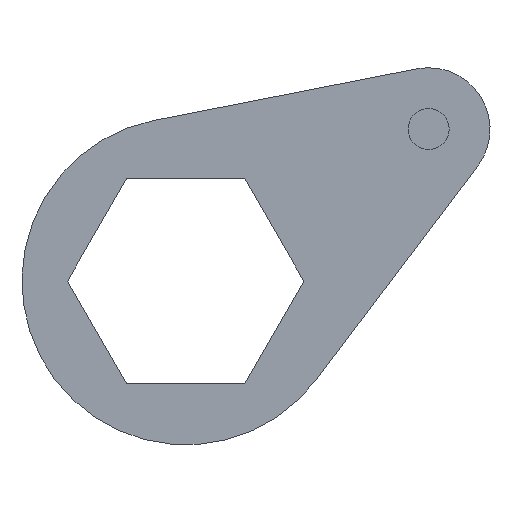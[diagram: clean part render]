
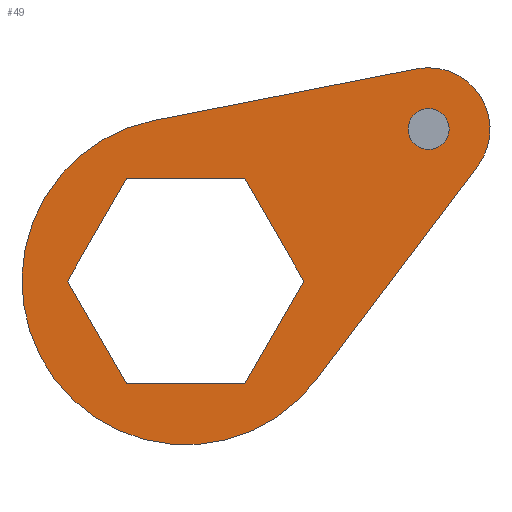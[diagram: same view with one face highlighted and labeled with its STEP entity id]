
A CAD part, left-side view. The second image highlights one B-rep face of the part: STEP entity #49.
In plain terms, the highlighted planar face has unit normal (-1, 0, 0).
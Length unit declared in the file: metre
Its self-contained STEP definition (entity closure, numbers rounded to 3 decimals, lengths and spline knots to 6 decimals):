
#49 = ADVANCED_FACE( '', ( #104, #105, #106 ), #107, .F. );
#104 = FACE_BOUND( '', #169, .T. );
#105 = FACE_BOUND( '', #170, .T. );
#106 = FACE_OUTER_BOUND( '', #171, .T. );
#107 = PLANE( '', #172 );
#169 = EDGE_LOOP( '', ( #279 ) );
#170 = EDGE_LOOP( '', ( #280, #281, #282, #283, #284, #285 ) );
#171 = EDGE_LOOP( '', ( #286, #287, #288, #289 ) );
#172 = AXIS2_PLACEMENT_3D( '', #290, #291, #292 );
#279 = ORIENTED_EDGE( '', *, *, #402, .T. );
#280 = ORIENTED_EDGE( '', *, *, #403, .T. );
#281 = ORIENTED_EDGE( '', *, *, #404, .T. );
#282 = ORIENTED_EDGE( '', *, *, #405, .T. );
#283 = ORIENTED_EDGE( '', *, *, #385, .T. );
#284 = ORIENTED_EDGE( '', *, *, #406, .T. );
#285 = ORIENTED_EDGE( '', *, *, #397, .T. );
#286 = ORIENTED_EDGE( '', *, *, #390, .F. );
#287 = ORIENTED_EDGE( '', *, *, #407, .T. );
#288 = ORIENTED_EDGE( '', *, *, #408, .F. );
#289 = ORIENTED_EDGE( '', *, *, #409, .F. );
#290 = CARTESIAN_POINT( '', ( 0.0635, 2.864481, 1.496844 ) );
#291 = DIRECTION( '', ( 1., 0., 0. ) );
#292 = DIRECTION( '', ( 0., 1., 0. ) );
#385 = EDGE_CURVE( '', #437, #438, #439, .T. );
#390 = EDGE_CURVE( '', #446, #447, #448, .T. );
#397 = EDGE_CURVE( '', #458, #459, #460, .T. );
#402 = EDGE_CURVE( '', #467, #467, #468, .T. );
#403 = EDGE_CURVE( '', #459, #469, #470, .T. );
#404 = EDGE_CURVE( '', #469, #471, #472, .T. );
#405 = EDGE_CURVE( '', #471, #437, #473, .T. );
#406 = EDGE_CURVE( '', #438, #458, #474, .T. );
#407 = EDGE_CURVE( '', #446, #475, #476, .T. );
#408 = EDGE_CURVE( '', #477, #475, #478, .T. );
#409 = EDGE_CURVE( '', #447, #477, #479, .T. );
#437 = VERTEX_POINT( '', #514 );
#438 = VERTEX_POINT( '', #515 );
#439 = LINE( '', #516, #517 );
#446 = VERTEX_POINT( '', #527 );
#447 = VERTEX_POINT( '', #528 );
#448 = CIRCLE( '', #529, 0.009525 );
#458 = VERTEX_POINT( '', #541 );
#459 = VERTEX_POINT( '', #542 );
#460 = LINE( '', #543, #544 );
#467 = VERTEX_POINT( '', #554 );
#468 = CIRCLE( '', #555, 0.003175 );
#469 = VERTEX_POINT( '', #556 );
#470 = LINE( '', #557, #558 );
#471 = VERTEX_POINT( '', #559 );
#472 = LINE( '', #560, #561 );
#473 = LINE( '', #562, #563 );
#474 = LINE( '', #564, #565 );
#475 = VERTEX_POINT( '', #566 );
#476 = LINE( '', #567, #568 );
#477 = VERTEX_POINT( '', #569 );
#478 = CIRCLE( '', #570, 0.0254 );
#479 = LINE( '', #571, #572 );
#514 = CARTESIAN_POINT( '', ( 0.0635, 2.872127, 1.508756 ) );
#515 = CARTESIAN_POINT( '', ( 0.0635, 2.862962, 1.492881 ) );
#516 = CARTESIAN_POINT( '', ( 0.0635, 2.865253, 1.49685 ) );
#517 = VECTOR( '', #616, 1. );
#527 = CARTESIAN_POINT( '', ( 0.0635, 2.845433, 1.525791 ) );
#528 = CARTESIAN_POINT( '', ( 0.0635, 2.836001, 1.510703 ) );
#529 = AXIS2_PLACEMENT_3D( '', #620, #621, #622 );
#541 = CARTESIAN_POINT( '', ( 0.0635, 2.872127, 1.477006 ) );
#542 = CARTESIAN_POINT( '', ( 0.0635, 2.890458, 1.477006 ) );
#543 = CARTESIAN_POINT( '', ( 0.0635, 2.885875, 1.477006 ) );
#544 = VECTOR( '', #631, 1. );
#554 = CARTESIAN_POINT( '', ( 0.0635, 2.843601, 1.513269 ) );
#555 = AXIS2_PLACEMENT_3D( '', #635, #636, #637 );
#556 = CARTESIAN_POINT( '', ( 0.0635, 2.899623, 1.492881 ) );
#557 = CARTESIAN_POINT( '', ( 0.0635, 2.897332, 1.488912 ) );
#558 = VECTOR( '', #638, 1. );
#559 = CARTESIAN_POINT( '', ( 0.0635, 2.890458, 1.508756 ) );
#560 = CARTESIAN_POINT( '', ( 0.0635, 2.892749, 1.504787 ) );
#561 = VECTOR( '', #639, 1. );
#562 = CARTESIAN_POINT( '', ( 0.0635, 2.87671, 1.508756 ) );
#563 = VECTOR( '', #640, 1. );
#564 = CARTESIAN_POINT( '', ( 0.0635, 2.869836, 1.480975 ) );
#565 = VECTOR( '', #641, 1. );
#566 = CARTESIAN_POINT( '', ( 0.0635, 2.886177, 1.517807 ) );
#567 = CARTESIAN_POINT( '', ( 0.0635, 2.865805, 1.521799 ) );
#568 = VECTOR( '', #642, 1. );
#569 = CARTESIAN_POINT( '', ( 0.0635, 2.861024, 1.477572 ) );
#570 = AXIS2_PLACEMENT_3D( '', #643, #644, #645 );
#571 = CARTESIAN_POINT( '', ( 0.0635, 2.848513, 1.494138 ) );
#572 = VECTOR( '', #646, 1. );
#616 = DIRECTION( '', ( 0., -0.5, -0.866 ) );
#620 = CARTESIAN_POINT( '', ( 0.0635, 2.843601, 1.516444 ) );
#621 = DIRECTION( '', ( 1., 0., 0. ) );
#622 = DIRECTION( '', ( 0., 0., -1. ) );
#631 = DIRECTION( '', ( 0., 1., 0. ) );
#635 = CARTESIAN_POINT( '', ( 0.0635, 2.843601, 1.516444 ) );
#636 = DIRECTION( '', ( 1., 0., 0. ) );
#637 = DIRECTION( '', ( 0., 0., -1. ) );
#638 = DIRECTION( '', ( 0., 0.5, 0.866 ) );
#639 = DIRECTION( '', ( 0., -0.5, 0.866 ) );
#640 = DIRECTION( '', ( 0., -1., 0. ) );
#641 = DIRECTION( '', ( 0., 0.5, -0.866 ) );
#642 = DIRECTION( '', ( 0., 0.981, -0.192 ) );
#643 = CARTESIAN_POINT( '', ( 0.0635, 2.881293, 1.492881 ) );
#644 = DIRECTION( '', ( 1., 0., 0. ) );
#645 = DIRECTION( '', ( 0., 0., -1. ) );
#646 = DIRECTION( '', ( 0., 0.603, -0.798 ) );
